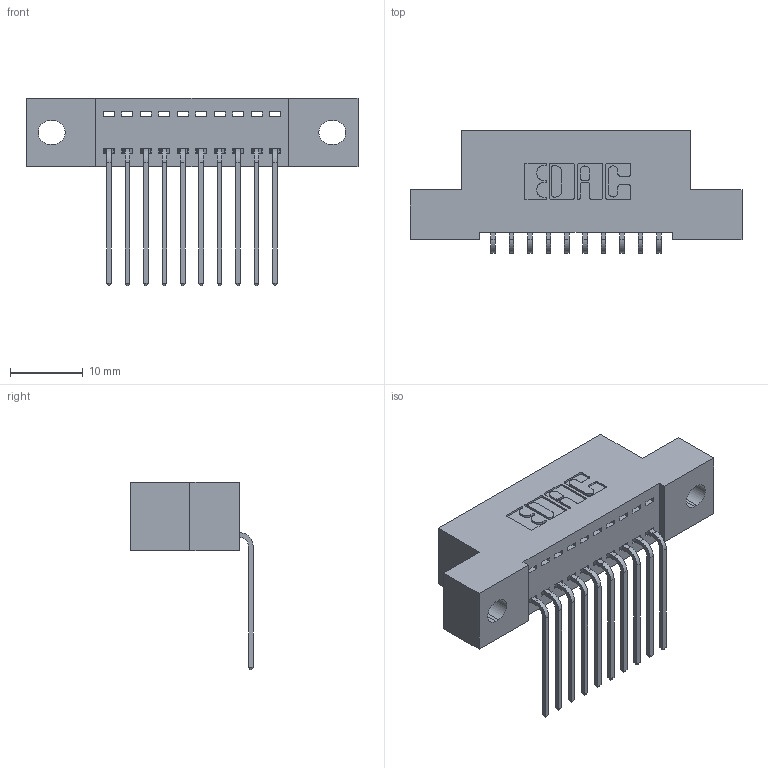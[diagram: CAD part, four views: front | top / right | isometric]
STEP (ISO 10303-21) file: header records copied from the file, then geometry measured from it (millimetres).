
FILE_DESCRIPTION (( 'STEP AP203' ), '1' );
FILE_NAME ('342-010-559-102.STEP', '2019-10-01T14:49:41', ( '' ), ( '' ), 'SwSTEP 2.0', 'SolidWorks 2016', '' );
FILE_SCHEMA (( 'CONFIG_CONTROL_DESIGN' ));
Length unit declared in the file: inch
Products named in the file (3): 342 Part_.128 Slot; 345-292-001_558 559 Tail - 1; 342-010-559-102
Assembly tree (11 placements, depth 2):
  342-010-559-102
    342 Part_.128 Slot
    345-292-001_558 559 Tail - 1  x10
Bounding box: 45.72 x 16.83 x 25.78 mm (x, y, z)
Volume: 3872 mm3; surface area: 5037.3 mm2
Topology: 11 solids, 11 shells, 714 faces, 2131 edges, 1406 vertices
Faces by surface type: plane 510, cylinder 204
Entity records: 10339 total; most frequent: CARTESIAN_POINT 1796, ORIENTED_EDGE 1742, DIRECTION 1579, EDGE_CURVE 871, VECTOR 743, LINE 743, VERTEX_POINT 578, AXIS2_PLACEMENT_3D 418
